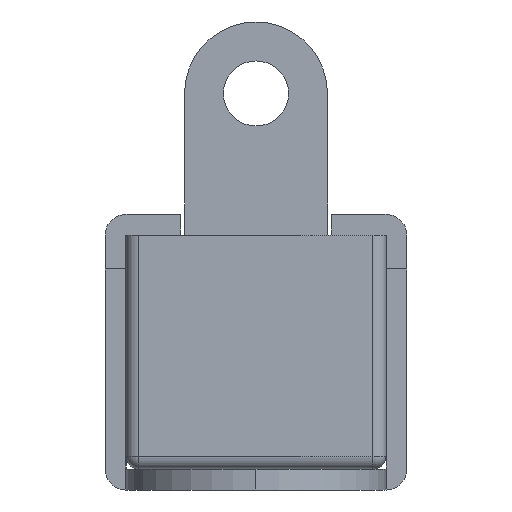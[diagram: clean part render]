
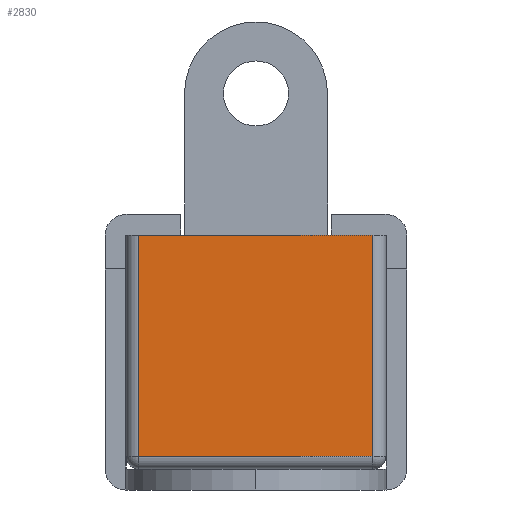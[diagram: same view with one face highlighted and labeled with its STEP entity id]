
A CAD part, left-side view. The second image highlights one B-rep face of the part: STEP entity #2830.
In plain terms, the highlighted planar face has unit normal (-1, 0, 0).
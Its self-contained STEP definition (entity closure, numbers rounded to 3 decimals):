
#5 = VECTOR ( 'NONE', #2849, 1000. ) ;
#39 = ORIENTED_EDGE ( 'NONE', *, *, #2265, .F. ) ;
#69 = CARTESIAN_POINT ( 'NONE',  ( -63.239, 16.896, 0.5 ) ) ;
#73 = LINE ( 'NONE', #2351, #5 ) ;
#324 = EDGE_CURVE ( 'NONE', #1740, #1893, #2268, .T. ) ;
#372 = ORIENTED_EDGE ( 'NONE', *, *, #2440, .T. ) ;
#443 = AXIS2_PLACEMENT_3D ( 'NONE', #2808, #2574, #1129 ) ;
#812 = CARTESIAN_POINT ( 'NONE',  ( -63.239, 26.396, 0.5 ) ) ;
#1007 = VECTOR ( 'NONE', #2897, 1000. ) ;
#1019 = LINE ( 'NONE', #2868, #2773 ) ;
#1046 = VECTOR ( 'NONE', #2256, 1000. ) ;
#1108 = LINE ( 'NONE', #2718, #1046 ) ;
#1129 = DIRECTION ( 'NONE',  ( 0., 0., -1. ) ) ;
#1211 = FACE_OUTER_BOUND ( 'NONE', #2974, .T. ) ;
#1406 = CARTESIAN_POINT ( 'NONE',  ( -63.239, 17.396, 9. ) ) ;
#1469 = CARTESIAN_POINT ( 'NONE',  ( -63.239, 26.396, 9. ) ) ;
#1740 = VERTEX_POINT ( 'NONE', #812 ) ;
#1851 = CARTESIAN_POINT ( 'NONE',  ( -63.239, 17.396, 0.5 ) ) ;
#1893 = VERTEX_POINT ( 'NONE', #1851 ) ;
#1924 = EDGE_CURVE ( 'NONE', #2764, #1740, #73, .T. ) ;
#2065 = PLANE ( 'NONE',  #443 ) ;
#2223 = VERTEX_POINT ( 'NONE', #1406 ) ;
#2256 = DIRECTION ( 'NONE',  ( 0., 0., 1. ) ) ;
#2265 = EDGE_CURVE ( 'NONE', #2764, #2223, #1019, .T. ) ;
#2268 = LINE ( 'NONE', #69, #1007 ) ;
#2351 = CARTESIAN_POINT ( 'NONE',  ( -63.239, 26.396, 9. ) ) ;
#2403 = DIRECTION ( 'NONE',  ( 0., -1., 0. ) ) ;
#2440 = EDGE_CURVE ( 'NONE', #1893, #2223, #1108, .T. ) ;
#2574 = DIRECTION ( 'NONE',  ( 1., 0., 0. ) ) ;
#2718 = CARTESIAN_POINT ( 'NONE',  ( -63.239, 17.396, 9. ) ) ;
#2764 = VERTEX_POINT ( 'NONE', #1469 ) ;
#2773 = VECTOR ( 'NONE', #2403, 1000. ) ;
#2808 = CARTESIAN_POINT ( 'NONE',  ( -63.239, 16.896, 9. ) ) ;
#2830 = ADVANCED_FACE ( 'NONE', ( #1211 ), #2065, .F. ) ;
#2849 = DIRECTION ( 'NONE',  ( 0., 0., -1. ) ) ;
#2868 = CARTESIAN_POINT ( 'NONE',  ( -63.239, 16.896, 9. ) ) ;
#2894 = ORIENTED_EDGE ( 'NONE', *, *, #324, .T. ) ;
#2897 = DIRECTION ( 'NONE',  ( 0., -1., 0. ) ) ;
#2974 = EDGE_LOOP ( 'NONE', ( #39, #3067, #2894, #372 ) ) ;
#3067 = ORIENTED_EDGE ( 'NONE', *, *, #1924, .T. ) ;
